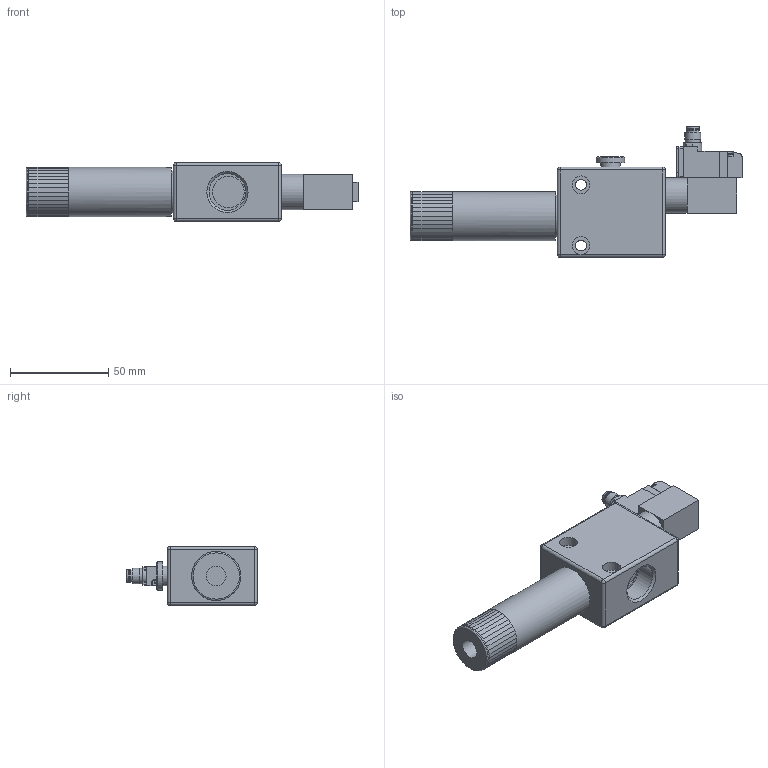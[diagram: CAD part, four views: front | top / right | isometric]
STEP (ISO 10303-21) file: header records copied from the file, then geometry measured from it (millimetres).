
FILE_DESCRIPTION(/* description */ (''),/* implementation_level */ '2;1');
FILE_NAME(/* name */ 'evk3bs.stp',/* time_stamp */ '2025-10-01T10:32:20+02:00',/* author */ ('enginyeria4'),/* organization */ (''),/* preprocessor_version */ 'ST-DEVELOPER v20',/* originating_system */ 'Autodesk Inventor 2024',/* authorisation */ '');
FILE_SCHEMA (('AUTOMOTIVE_DESIGN { 1 0 10303 214 3 1 1 }'));
Length unit declared in the file: millimetre
Products named in the file (1): Pieza27
Bounding box: 169.1 x 66.65 x 30 mm (x, y, z)
Volume: 116338.9 mm3; surface area: 27278.2 mm2
Topology: 1 solids, 5 shells, 402 faces, 895 edges, 520 vertices
Faces by surface type: plane 260, cylinder 92, torus 18, sphere 12, bspline 11, cone 9
Full cylindrical faces by diameter (mm): 1 x3, 1.4 x2, 1.5 x2, 3.2 x2, 3.71 x1, 4.9 x2, 5.5 x2, 5.8 x1, 6.6 x1, 6.9 x1, 7.8 x1, 8 x1, 8.35 x1, 9 x2, 10 x2, 12.5 x1, 12.8 x1, 13.3 x1, 14.5 x1, 15 x2, 16 x1, 18 x1, 18.631 x1, 21.6 x1, 25 x2
Entity records: 11803 total; most frequent: CARTESIAN_POINT 2344, DIRECTION 1999, ORIENTED_EDGE 1788, EDGE_CURVE 894, AXIS2_PLACEMENT_3D 744, VERTEX_POINT 519, LINE 511, VECTOR 511
